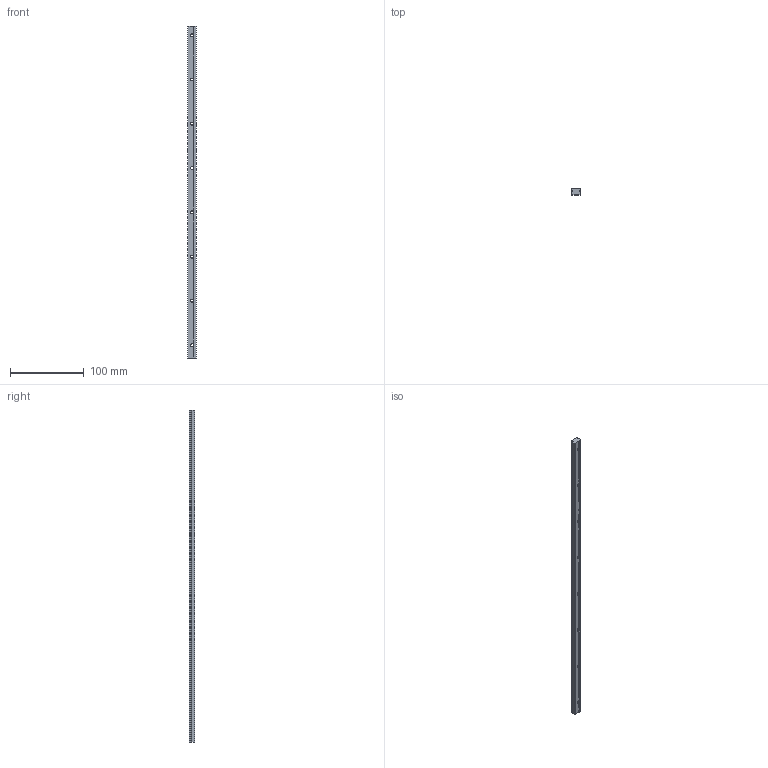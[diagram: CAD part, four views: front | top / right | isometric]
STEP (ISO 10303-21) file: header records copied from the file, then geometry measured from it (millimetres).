
FILE_DESCRIPTION(/* description */ ('STEP AP242','CAx-IF Rec.Pracs.---Representation and Presentation of Product Manufacturing Information (PMI)---4.0---2014-10-13','CAx-IF Rec.Pracs.---3D Tessellated Geometry---0.4---2014-09-14','2;1'),/* implementation_level */ '2;1');
FILE_NAME(/* name */ '6505a14132324b2a2dfbf56d',/* time_stamp */ '2023-09-16T12:36:18Z',/* author */ (''),/* organization */ (''),/* preprocessor_version */ 'ST-DEVELOPER v19.4',/* originating_system */ ' ',/* authorisation */ ' ');
FILE_SCHEMA (('AP242_MANAGED_MODEL_BASED_3D_ENGINEERING_MIM_LF { 1 0 10303 442 1 1 4 }'));
Length unit declared in the file: metre
Products named in the file (1): MGN12 LINEAR GUIDE RAIL, CONFIGURABLE, 450 mm
Bounding box: 11.96 x 8 x 450 mm (x, y, z)
Volume: 38717.9 mm3; surface area: 20363.7 mm2
Topology: 1 solids, 1 shells, 60 faces, 210 edges, 152 vertices
Faces by surface type: cylinder 33, plane 27
Full cylindrical faces by diameter (mm): 4 x8, 7.5 x8
Entity records: 2266 total; most frequent: CARTESIAN_POINT 451, ORIENTED_EDGE 372, DIRECTION 362, EDGE_CURVE 186, VERTEX_POINT 144, AXIS2_PLACEMENT_3D 127, LINE 108, VECTOR 108
